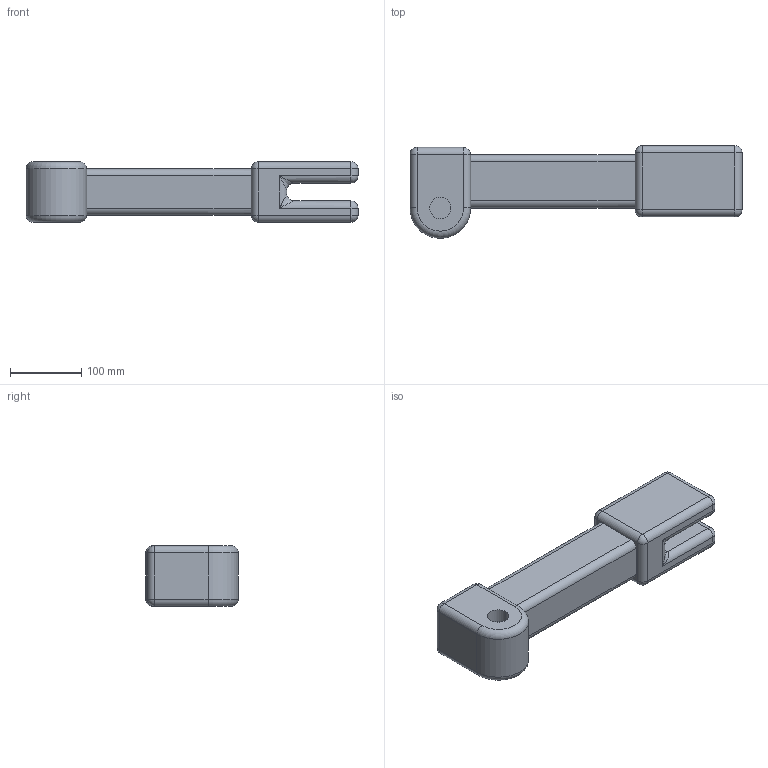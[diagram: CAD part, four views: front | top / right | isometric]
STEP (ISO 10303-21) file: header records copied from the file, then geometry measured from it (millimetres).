
FILE_DESCRIPTION (( 'STEP AP203' ), '1' );
FILE_NAME ('link3_Default_sldprt.STEP', '2023-06-28T12:08:29', ( '' ), ( '' ), 'SwSTEP 2.0', 'SolidWorks 2022', '' );
FILE_SCHEMA (( 'CONFIG_CONTROL_DESIGN' ));
Length unit declared in the file: millimetre
Products named in the file (1): link3_Default_sldprt
Bounding box: 466 x 130 x 85 mm (x, y, z)
Volume: 2888754.8 mm3; surface area: 184106.6 mm2
Topology: 1 solids, 1 shells, 89 faces, 204 edges, 100 vertices
Faces by surface type: cylinder 45, plane 22, sphere 16, bspline 4, torus 2
Entity records: 2717 total; most frequent: CARTESIAN_POINT 790, DIRECTION 412, ORIENTED_EDGE 368, EDGE_CURVE 184, AXIS2_PLACEMENT_3D 162, VERTEX_POINT 100, EDGE_LOOP 92, ADVANCED_FACE 89
